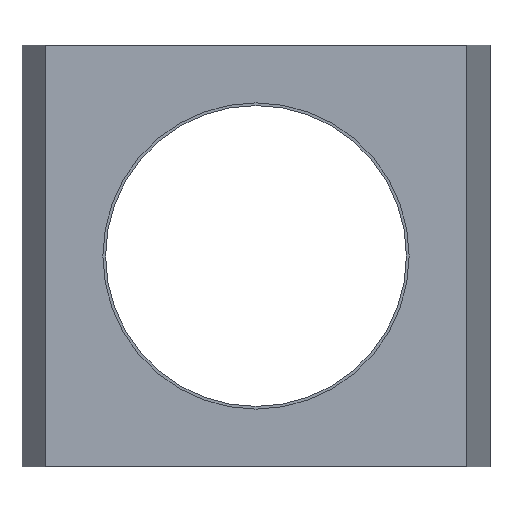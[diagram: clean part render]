
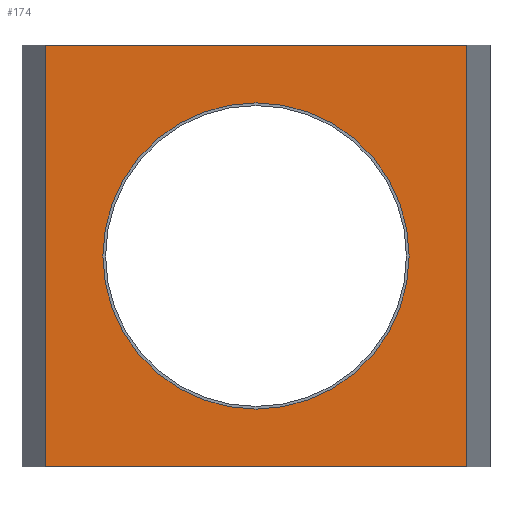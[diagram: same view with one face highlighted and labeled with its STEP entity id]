
A CAD part, front view. The second image highlights one B-rep face of the part: STEP entity #174.
In plain terms, the highlighted planar face has unit normal (0, -1, 0).
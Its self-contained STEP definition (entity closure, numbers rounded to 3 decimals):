
#24 = ORIENTED_EDGE ( 'NONE', *, *, #767, .F. ) ;
#31 = CARTESIAN_POINT ( 'NONE',  ( -315., 0., -315. ) ) ;
#32 = ORIENTED_EDGE ( 'NONE', *, *, #130, .T. ) ;
#39 = DIRECTION ( 'NONE',  ( 0., 0., -1. ) ) ;
#40 = ORIENTED_EDGE ( 'NONE', *, *, #222, .T. ) ;
#45 = VECTOR ( 'NONE', #109, 1000. ) ;
#72 = CIRCLE ( 'NONE', #282, 229. ) ;
#109 = DIRECTION ( 'NONE',  ( 1., 0., 0. ) ) ;
#126 = DIRECTION ( 'NONE',  ( 0., -1., 0. ) ) ;
#130 = EDGE_CURVE ( 'NONE', #919, #863, #428, .T. ) ;
#140 = EDGE_CURVE ( 'NONE', #609, #259, #72, .T. ) ;
#174 = ADVANCED_FACE ( 'NONE', ( #263, #953 ), #939, .F. ) ;
#194 = CARTESIAN_POINT ( 'NONE',  ( 315., 0., 315. ) ) ;
#199 = CARTESIAN_POINT ( 'NONE',  ( -315., 0., -315. ) ) ;
#207 = CARTESIAN_POINT ( 'NONE',  ( -315., 0., 315. ) ) ;
#210 = EDGE_CURVE ( 'NONE', #690, #734, #560, .T. ) ;
#222 = EDGE_CURVE ( 'NONE', #690, #919, #645, .T. ) ;
#256 = LINE ( 'NONE', #792, #928 ) ;
#259 = VERTEX_POINT ( 'NONE', #568 ) ;
#263 = FACE_BOUND ( 'NONE', #913, .T. ) ;
#275 = DIRECTION ( 'NONE',  ( 0., 0., 1. ) ) ;
#282 = AXIS2_PLACEMENT_3D ( 'NONE', #808, #126, #714 ) ;
#310 = CARTESIAN_POINT ( 'NONE',  ( 0., 0., 229. ) ) ;
#317 = CARTESIAN_POINT ( 'NONE',  ( -315., 0., 315. ) ) ;
#373 = VECTOR ( 'NONE', #39, 1000. ) ;
#382 = DIRECTION ( 'NONE',  ( 0., 0., -1. ) ) ;
#407 = DIRECTION ( 'NONE',  ( 0., 0., -1. ) ) ;
#411 = EDGE_LOOP ( 'NONE', ( #32, #24, #700, #40 ) ) ;
#420 = VECTOR ( 'NONE', #726, 1000. ) ;
#428 = LINE ( 'NONE', #31, #420 ) ;
#555 = ORIENTED_EDGE ( 'NONE', *, *, #140, .F. ) ;
#559 = AXIS2_PLACEMENT_3D ( 'NONE', #579, #945, #275 ) ;
#560 = LINE ( 'NONE', #866, #45 ) ;
#568 = CARTESIAN_POINT ( 'NONE',  ( 0., 0., -229. ) ) ;
#579 = CARTESIAN_POINT ( 'NONE',  ( -315., 0., 315. ) ) ;
#609 = VERTEX_POINT ( 'NONE', #310 ) ;
#611 = CARTESIAN_POINT ( 'NONE',  ( 0., 0., 0. ) ) ;
#618 = DIRECTION ( 'NONE',  ( 0., -1., 0. ) ) ;
#645 = LINE ( 'NONE', #207, #373 ) ;
#690 = VERTEX_POINT ( 'NONE', #317 ) ;
#696 = EDGE_CURVE ( 'NONE', #259, #609, #728, .T. ) ;
#700 = ORIENTED_EDGE ( 'NONE', *, *, #210, .F. ) ;
#714 = DIRECTION ( 'NONE',  ( 0., 0., -1. ) ) ;
#726 = DIRECTION ( 'NONE',  ( 1., 0., 0. ) ) ;
#728 = CIRCLE ( 'NONE', #743, 229. ) ;
#734 = VERTEX_POINT ( 'NONE', #194 ) ;
#743 = AXIS2_PLACEMENT_3D ( 'NONE', #611, #618, #382 ) ;
#756 = ORIENTED_EDGE ( 'NONE', *, *, #696, .F. ) ;
#767 = EDGE_CURVE ( 'NONE', #734, #863, #256, .T. ) ;
#792 = CARTESIAN_POINT ( 'NONE',  ( 315., 0., 315. ) ) ;
#808 = CARTESIAN_POINT ( 'NONE',  ( 0., 0., 0. ) ) ;
#863 = VERTEX_POINT ( 'NONE', #914 ) ;
#866 = CARTESIAN_POINT ( 'NONE',  ( -315., 0., 315. ) ) ;
#913 = EDGE_LOOP ( 'NONE', ( #756, #555 ) ) ;
#914 = CARTESIAN_POINT ( 'NONE',  ( 315., 0., -315. ) ) ;
#919 = VERTEX_POINT ( 'NONE', #199 ) ;
#928 = VECTOR ( 'NONE', #407, 1000. ) ;
#939 = PLANE ( 'NONE',  #559 ) ;
#945 = DIRECTION ( 'NONE',  ( 0., 1., 0. ) ) ;
#953 = FACE_OUTER_BOUND ( 'NONE', #411, .T. ) ;
